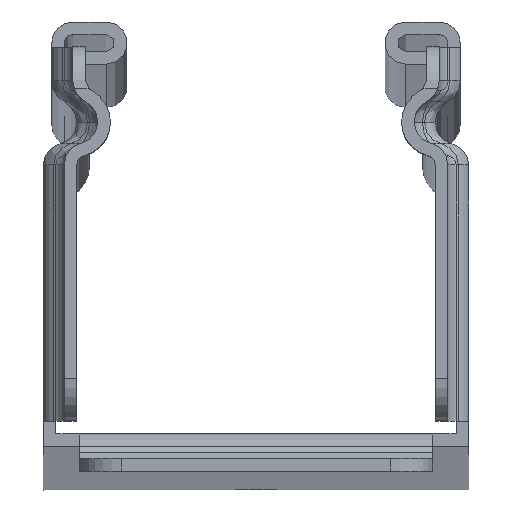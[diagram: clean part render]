
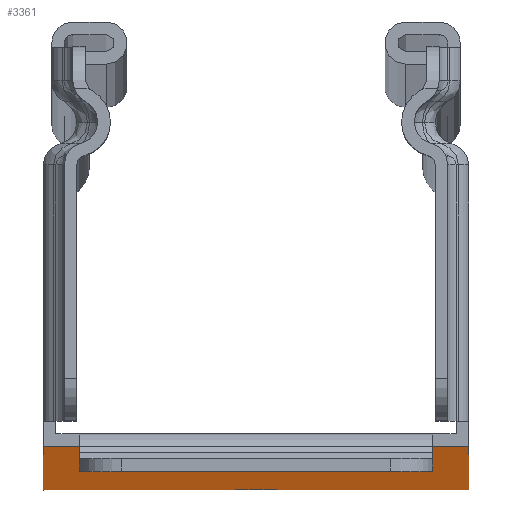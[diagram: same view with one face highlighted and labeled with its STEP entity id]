
A CAD part, top view. The second image highlights one B-rep face of the part: STEP entity #3361.
In plain terms, the highlighted planar face has unit normal (0, -1, 0).
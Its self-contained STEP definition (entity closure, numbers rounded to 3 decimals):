
#135=FACE_BOUND('',#546,.T.);
#148=CIRCLE('',#3575,3.25);
#354=FACE_OUTER_BOUND('',#545,.T.);
#545=EDGE_LOOP('',(#2121,#2122,#2123,#2124,#2125,#2126,#2127,#2128,#2129,
#2130));
#546=EDGE_LOOP('',(#2131));
#750=LINE('',#4959,#1033);
#755=LINE('',#4972,#1038);
#756=LINE('',#4974,#1039);
#757=LINE('',#4976,#1040);
#758=LINE('',#4978,#1041);
#759=LINE('',#4980,#1042);
#760=LINE('',#4982,#1043);
#761=LINE('',#4984,#1044);
#762=LINE('',#4986,#1045);
#763=LINE('',#4987,#1046);
#1033=VECTOR('',#3944,10.);
#1038=VECTOR('',#3953,10.);
#1039=VECTOR('',#3954,10.);
#1040=VECTOR('',#3955,10.);
#1041=VECTOR('',#3956,10.);
#1042=VECTOR('',#3957,10.);
#1043=VECTOR('',#3958,10.);
#1044=VECTOR('',#3959,10.);
#1045=VECTOR('',#3960,10.);
#1046=VECTOR('',#3961,10.);
#1312=VERTEX_POINT('',#4949);
#1316=VERTEX_POINT('',#4957);
#1322=VERTEX_POINT('',#4971);
#1323=VERTEX_POINT('',#4973);
#1324=VERTEX_POINT('',#4975);
#1325=VERTEX_POINT('',#4977);
#1326=VERTEX_POINT('',#4979);
#1327=VERTEX_POINT('',#4981);
#1328=VERTEX_POINT('',#4983);
#1329=VERTEX_POINT('',#4985);
#1330=VERTEX_POINT('',#4988);
#1622=EDGE_CURVE('',#1312,#1316,#750,.T.);
#1628=EDGE_CURVE('',#1316,#1322,#755,.T.);
#1629=EDGE_CURVE('',#1322,#1323,#756,.T.);
#1630=EDGE_CURVE('',#1323,#1324,#757,.T.);
#1631=EDGE_CURVE('',#1324,#1325,#758,.T.);
#1632=EDGE_CURVE('',#1325,#1326,#759,.T.);
#1633=EDGE_CURVE('',#1327,#1326,#760,.T.);
#1634=EDGE_CURVE('',#1328,#1327,#761,.T.);
#1635=EDGE_CURVE('',#1328,#1329,#762,.T.);
#1636=EDGE_CURVE('',#1329,#1312,#763,.T.);
#1637=EDGE_CURVE('',#1330,#1330,#148,.T.);
#2121=ORIENTED_EDGE('',*,*,#1622,.T.);
#2122=ORIENTED_EDGE('',*,*,#1628,.T.);
#2123=ORIENTED_EDGE('',*,*,#1629,.T.);
#2124=ORIENTED_EDGE('',*,*,#1630,.T.);
#2125=ORIENTED_EDGE('',*,*,#1631,.T.);
#2126=ORIENTED_EDGE('',*,*,#1632,.T.);
#2127=ORIENTED_EDGE('',*,*,#1633,.F.);
#2128=ORIENTED_EDGE('',*,*,#1634,.F.);
#2129=ORIENTED_EDGE('',*,*,#1635,.T.);
#2130=ORIENTED_EDGE('',*,*,#1636,.T.);
#2131=ORIENTED_EDGE('',*,*,#1637,.T.);
#3097=PLANE('',#3574);
#3361=ADVANCED_FACE('',(#354,#135),#3097,.F.);
#3574=AXIS2_PLACEMENT_3D('',#4970,#3951,#3952);
#3575=AXIS2_PLACEMENT_3D('',#4989,#3962,#3963);
#3944=DIRECTION('',(0.,0.,1.));
#3951=DIRECTION('center_axis',(0.,1.,0.));
#3952=DIRECTION('ref_axis',(0.,0.,1.));
#3953=DIRECTION('',(-1.,0.,0.));
#3954=DIRECTION('',(0.,0.,1.));
#3955=DIRECTION('',(-1.,0.,0.));
#3956=DIRECTION('',(0.,0.,-1.));
#3957=DIRECTION('',(-1.,0.,0.));
#3958=DIRECTION('',(0.,0.,1.));
#3959=DIRECTION('',(-1.,0.,0.));
#3960=DIRECTION('',(1.,0.,0.));
#3961=DIRECTION('',(1.,0.,0.));
#3962=DIRECTION('center_axis',(0.,1.,0.));
#3963=DIRECTION('ref_axis',(-1.,0.,0.));
#4949=CARTESIAN_POINT('',(-61.196,0.,-3000.));
#4957=CARTESIAN_POINT('',(-61.196,0.,-42.5));
#4959=CARTESIAN_POINT('',(-61.196,0.,-1500.));
#4970=CARTESIAN_POINT('Origin',(-86.5,0.,-1500.));
#4971=CARTESIAN_POINT('',(-65.5,0.,-42.5));
#4972=CARTESIAN_POINT('',(-73.848,0.,-42.5));
#4973=CARTESIAN_POINT('',(-65.5,0.,-41.5));
#4974=CARTESIAN_POINT('',(-65.5,0.,-760.625));
#4975=CARTESIAN_POINT('',(-107.5,0.,-41.5));
#4976=CARTESIAN_POINT('',(-76.,0.,-41.5));
#4977=CARTESIAN_POINT('',(-107.5,0.,-42.5));
#4978=CARTESIAN_POINT('',(-107.5,0.,-760.625));
#4979=CARTESIAN_POINT('',(-111.804,0.,-42.5));
#4980=CARTESIAN_POINT('',(-99.152,0.,-42.5));
#4981=CARTESIAN_POINT('',(-111.804,0.,-3000.));
#4982=CARTESIAN_POINT('',(-111.804,0.,-1500.));
#4983=CARTESIAN_POINT('',(-108.804,0.,-3000.));
#4984=CARTESIAN_POINT('',(-75.348,0.,-3000.));
#4985=CARTESIAN_POINT('',(-64.196,0.,-3000.));
#4986=CARTESIAN_POINT('',(-173.,0.,-3000.));
#4987=CARTESIAN_POINT('',(-75.348,0.,-3000.));
#4988=CARTESIAN_POINT('',(-83.25,0.,-2980.));
#4989=CARTESIAN_POINT('Origin',(-86.5,0.,-2980.));
